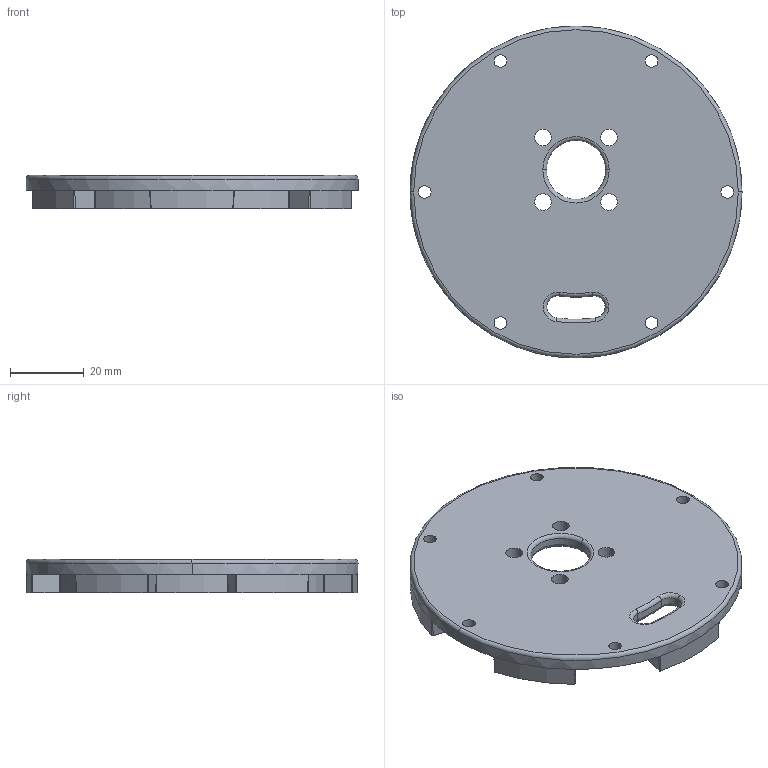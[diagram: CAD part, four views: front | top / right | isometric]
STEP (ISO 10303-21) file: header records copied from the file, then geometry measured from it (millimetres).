
FILE_DESCRIPTION (( 'STEP AP214' ), '1' );
FILE_NAME ('Motor Mount Top Cover.STEP', '2025-01-29T15:47:04', ( '' ), ( '' ), 'SwSTEP 2.0', 'SolidWorks 2024', '' );
FILE_SCHEMA (( 'AUTOMOTIVE_DESIGN' ));
Length unit declared in the file: millimetre
Products named in the file (1): Motor Mount Top Cover
Bounding box: 90 x 90 x 9 mm (x, y, z)
Volume: 31081.5 mm3; surface area: 16409.7 mm2
Topology: 1 solids, 1 shells, 115 faces, 305 edges, 192 vertices
Faces by surface type: cylinder 38, bspline 35, plane 21, torus 15, cone 6
Entity records: 5239 total; most frequent: CARTESIAN_POINT 2630, ORIENTED_EDGE 610, DIRECTION 458, EDGE_CURVE 305, AXIS2_PLACEMENT_3D 201, VERTEX_POINT 192, EDGE_LOOP 139, CIRCLE 120
